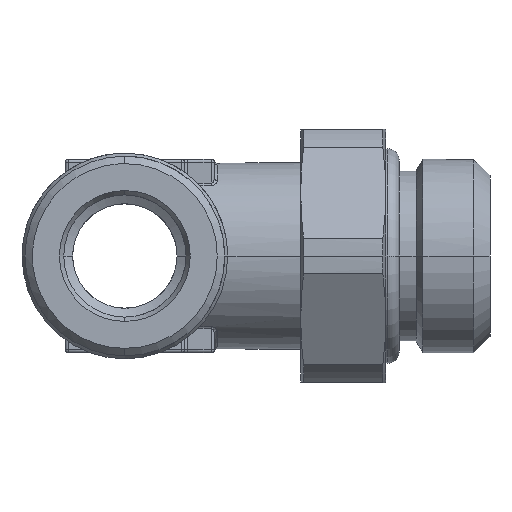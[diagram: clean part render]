
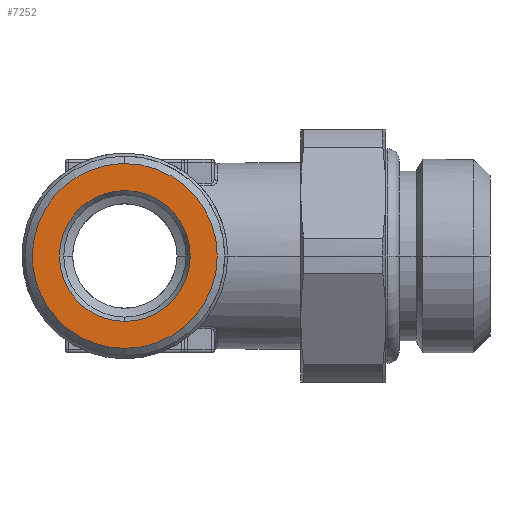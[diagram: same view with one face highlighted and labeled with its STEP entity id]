
A CAD part, left-side view. The second image highlights one B-rep face of the part: STEP entity #7252.
In plain terms, the highlighted planar face has unit normal (-1, 0, 0).
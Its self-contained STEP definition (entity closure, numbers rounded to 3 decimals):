
#4971=CARTESIAN_POINT('Vertex',(-27.7,0.,4.389)) ;
#4974=CARTESIAN_POINT('Axis2P3D Location',(-27.7,0.,0.)) ;
#4978=CARTESIAN_POINT('Vertex',(-27.7,0.,-4.389)) ;
#4999=CARTESIAN_POINT('Axis2P3D Location',(-27.7,0.,0.)) ;
#7204=CARTESIAN_POINT('Axis2P3D Location',(-27.7,0.,0.)) ;
#7210=CARTESIAN_POINT('Control Point',(-27.7,0.,-6.2)) ;
#7211=CARTESIAN_POINT('Control Point',(-27.7,0.61,-6.2)) ;
#7212=CARTESIAN_POINT('Control Point',(-27.7,1.22,-6.125)) ;
#7213=CARTESIAN_POINT('Control Point',(-27.7,1.817,-5.975)) ;
#7214=CARTESIAN_POINT('Control Point',(-27.7,2.964,-5.531)) ;
#7215=CARTESIAN_POINT('Control Point',(-27.7,3.968,-4.823)) ;
#7216=CARTESIAN_POINT('Control Point',(-27.7,4.424,-4.408)) ;
#7217=CARTESIAN_POINT('Control Point',(-27.7,5.224,-3.476)) ;
#7218=CARTESIAN_POINT('Control Point',(-27.7,5.775,-2.377)) ;
#7219=CARTESIAN_POINT('Control Point',(-27.7,5.981,-1.796)) ;
#7220=CARTESIAN_POINT('Control Point',(-27.7,6.247,-0.596)) ;
#7221=CARTESIAN_POINT('Control Point',(-27.7,6.213,0.632)) ;
#7222=CARTESIAN_POINT('Control Point',(-27.7,6.121,1.241)) ;
#7223=CARTESIAN_POINT('Control Point',(-27.7,5.788,2.424)) ;
#7224=CARTESIAN_POINT('Control Point',(-27.7,5.178,3.492)) ;
#7225=CARTESIAN_POINT('Control Point',(-27.7,4.809,3.985)) ;
#7226=CARTESIAN_POINT('Control Point',(-27.7,3.957,4.87)) ;
#7227=CARTESIAN_POINT('Control Point',(-27.7,2.915,5.523)) ;
#7228=CARTESIAN_POINT('Control Point',(-27.7,2.357,5.784)) ;
#7229=CARTESIAN_POINT('Control Point',(-27.7,1.546,6.046)) ;
#7230=CARTESIAN_POINT('Control Point',(-27.7,0.708,6.166)) ;
#7231=CARTESIAN_POINT('Control Point',(-27.7,0.472,6.189)) ;
#7232=CARTESIAN_POINT('Control Point',(-27.7,0.236,6.2)) ;
#7233=CARTESIAN_POINT('Control Point',(-27.7,0.,6.2)) ;
#7234=CARTESIAN_POINT('Vertex',(-27.7,0.,-6.2)) ;
#7236=CARTESIAN_POINT('Vertex',(-27.7,0.,6.2)) ;
#7239=CARTESIAN_POINT('Axis2P3D Location',(-27.7,0.,0.)) ;
#4975=DIRECTION('Axis2P3D Direction',(-1.,0.,0.)) ;
#5000=DIRECTION('Axis2P3D Direction',(-1.,0.,0.)) ;
#7205=DIRECTION('Axis2P3D Direction',(-1.,0.,0.)) ;
#7206=DIRECTION('Axis2P3D XDirection',(0.,0.,1.)) ;
#7240=DIRECTION('Axis2P3D Direction',(-1.,0.,0.)) ;
#4976=AXIS2_PLACEMENT_3D('Circle Axis2P3D',#4974,#4975,$) ;
#5001=AXIS2_PLACEMENT_3D('Circle Axis2P3D',#4999,#5000,$) ;
#7207=AXIS2_PLACEMENT_3D('Plane Axis2P3D',#7204,#7205,#7206) ;
#7241=AXIS2_PLACEMENT_3D('Circle Axis2P3D',#7239,#7240,$) ;
#7245=ORIENTED_EDGE('',*,*,#7238,.F.) ;
#7246=ORIENTED_EDGE('',*,*,#7243,.T.) ;
#7249=ORIENTED_EDGE('',*,*,#5003,.F.) ;
#7250=ORIENTED_EDGE('',*,*,#4980,.T.) ;
#7251=FACE_BOUND('',#7248,.T.) ;
#7252=ADVANCED_FACE('PR417B-08G14',(#7247,#7251),#7208,.T.) ;
#7209=B_SPLINE_CURVE_WITH_KNOTS('',5,(#7210,#7211,#7212,#7213,#7214,#7215,#7216,#7217,#7218,#7219,#7220,#7221,#7222,#7223,#7224,#7225,#7226,#7227,#7228,#7229,#7230,#7231,#7232,#7233),.UNSPECIFIED.,.F.,.U.,(6,3,3,3,3,3,3,6),(0.,4.313,8.625,12.938,17.251,21.564,25.876,27.544),.UNSPECIFIED.) ;
#4977=CIRCLE('generated circle',#4976,4.389) ;
#5002=CIRCLE('generated circle',#5001,4.389) ;
#7242=CIRCLE('generated circle',#7241,6.2) ;
#4980=EDGE_CURVE('',#4979,#4972,#4977,.F.) ;
#5003=EDGE_CURVE('',#4979,#4972,#5002,.T.) ;
#7238=EDGE_CURVE('',#7235,#7237,#7209,.T.) ;
#7243=EDGE_CURVE('',#7235,#7237,#7242,.T.) ;
#7244=EDGE_LOOP('',(#7245,#7246)) ;
#7248=EDGE_LOOP('',(#7249,#7250)) ;
#7247=FACE_OUTER_BOUND('',#7244,.T.) ;
#7208=PLANE('',#7207) ;
#4972=VERTEX_POINT('',#4971) ;
#4979=VERTEX_POINT('',#4978) ;
#7235=VERTEX_POINT('',#7234) ;
#7237=VERTEX_POINT('',#7236) ;
